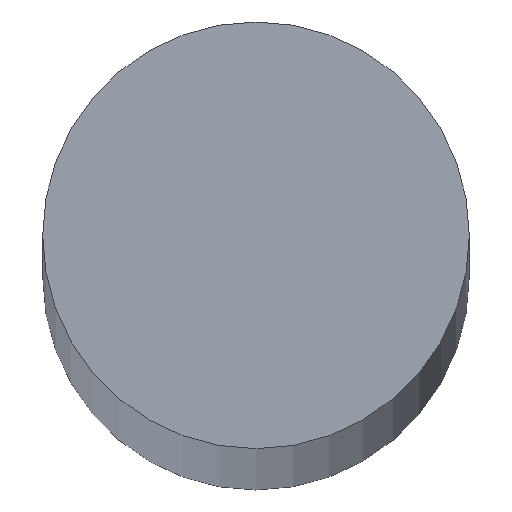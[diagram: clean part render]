
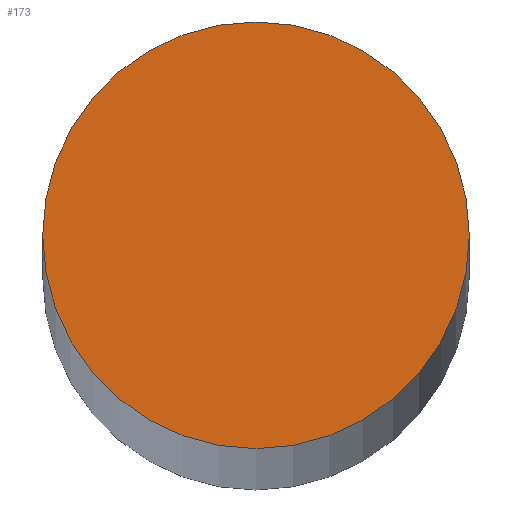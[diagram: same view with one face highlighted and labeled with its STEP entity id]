
A CAD part, top view. The second image highlights one B-rep face of the part: STEP entity #173.
In plain terms, the highlighted planar face has unit normal (0, 0, 1).
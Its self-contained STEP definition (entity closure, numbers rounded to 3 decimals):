
#2 = CARTESIAN_POINT ( 'NONE',  ( 0., 0., 1000. ) ) ;
#7 = CARTESIAN_POINT ( 'NONE',  ( -9., 0., 1000. ) ) ;
#13 = EDGE_CURVE ( 'NONE', #62, #35, #14, .T. ) ;
#14 = CIRCLE ( 'NONE', #89, 9. ) ;
#15 = DIRECTION ( 'NONE',  ( 0., 0., 1. ) ) ;
#18 = AXIS2_PLACEMENT_3D ( 'NONE', #88, #192, #99 ) ;
#27 = PLANE ( 'NONE',  #198 ) ;
#35 = VERTEX_POINT ( 'NONE', #144 ) ;
#43 = FACE_OUTER_BOUND ( 'NONE', #114, .T. ) ;
#62 = VERTEX_POINT ( 'NONE', #7 ) ;
#65 = CARTESIAN_POINT ( 'NONE',  ( 0., 0., 1000. ) ) ;
#88 = CARTESIAN_POINT ( 'NONE',  ( 0., 0., 1000. ) ) ;
#89 = AXIS2_PLACEMENT_3D ( 'NONE', #65, #113, #174 ) ;
#99 = DIRECTION ( 'NONE',  ( 1., 0., 0. ) ) ;
#106 = DIRECTION ( 'NONE',  ( 1., 0., 0. ) ) ;
#113 = DIRECTION ( 'NONE',  ( 0., 0., 1. ) ) ;
#114 = EDGE_LOOP ( 'NONE', ( #155, #176 ) ) ;
#130 = EDGE_CURVE ( 'NONE', #35, #62, #171, .T. ) ;
#144 = CARTESIAN_POINT ( 'NONE',  ( 9., 0., 1000. ) ) ;
#155 = ORIENTED_EDGE ( 'NONE', *, *, #13, .T. ) ;
#171 = CIRCLE ( 'NONE', #18, 9. ) ;
#173 = ADVANCED_FACE ( 'NONE', ( #43 ), #27, .T. ) ;
#174 = DIRECTION ( 'NONE',  ( 1., 0., 0. ) ) ;
#176 = ORIENTED_EDGE ( 'NONE', *, *, #130, .T. ) ;
#192 = DIRECTION ( 'NONE',  ( 0., 0., 1. ) ) ;
#198 = AXIS2_PLACEMENT_3D ( 'NONE', #2, #15, #106 ) ;
